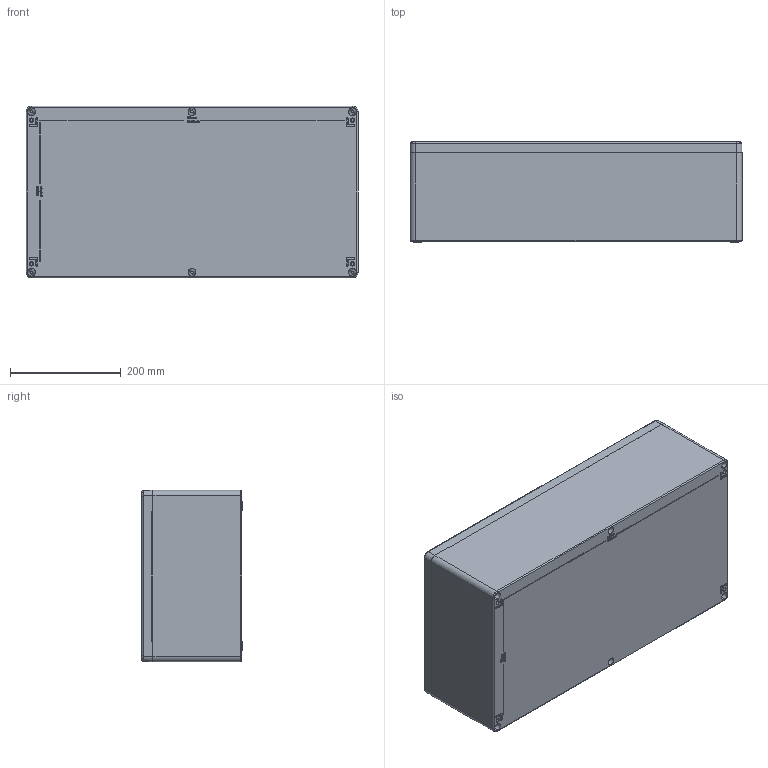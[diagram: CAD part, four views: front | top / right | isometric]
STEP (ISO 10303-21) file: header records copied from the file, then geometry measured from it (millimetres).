
FILE_DESCRIPTION (( 'STEP AP214' ), '1' );
FILE_NAME ('01316018.STEP', '2009-03-10T12:59:49', ( ' ' ), ( '' ), 'SwSTEP 2.0', 'SolidWorks 2008', '' );
FILE_SCHEMA (( 'AUTOMOTIVE_DESIGN' ));
Length unit declared in the file: millimetre
Products named in the file (6): 04072_Standard; 03721_Standard; 82005_Standard; 93134_Standard; 01316018
Assembly tree (10 placements, depth 3):
  01316018
    93134_Standard  x6
    03721_Standard
    82005_Standard
    04072_Standard
      04072_Standard
Bounding box: 600 x 181 x 310 mm (x, y, z)
Volume: 4407246.8 mm3; surface area: 1432620.5 mm2
Topology: 9 solids, 9 shells, 1731 faces, 4206 edges, 2563 vertices
Faces by surface type: bspline 532, plane 472, cylinder 335, torus 212, cone 180
Entity records: 78439 total; most frequent: CARTESIAN_POINT 45247, ORIENTED_EDGE 7598, DIRECTION 5796, EDGE_CURVE 3799, VERTEX_POINT 2313, AXIS2_PLACEMENT_3D 2225, EDGE_LOOP 1690, ADVANCED_FACE 1576
